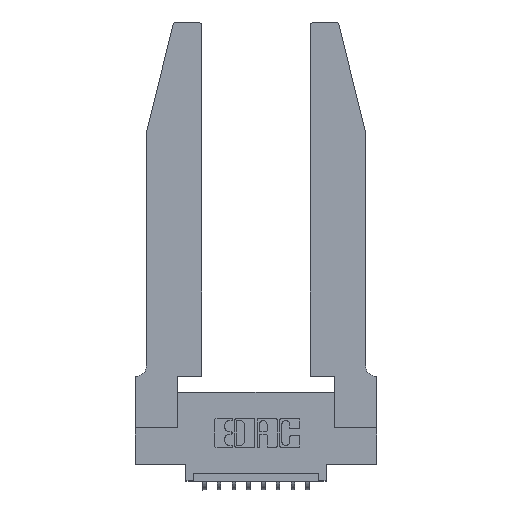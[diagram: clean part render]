
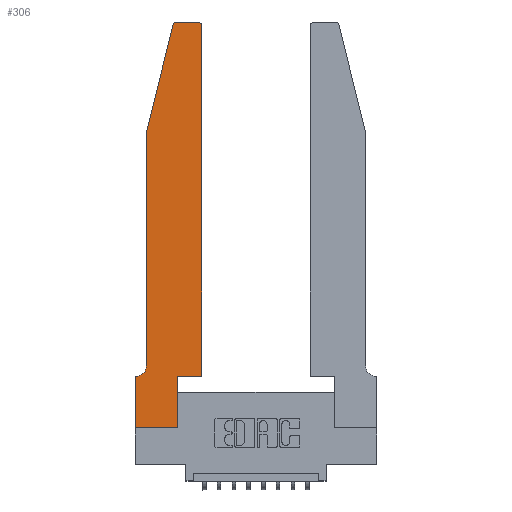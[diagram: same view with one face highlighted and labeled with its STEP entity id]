
A CAD part, top view. The second image highlights one B-rep face of the part: STEP entity #306.
In plain terms, the highlighted planar face has unit normal (0, 0, 1).
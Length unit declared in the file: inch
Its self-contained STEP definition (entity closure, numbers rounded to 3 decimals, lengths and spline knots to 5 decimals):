
#32 = CARTESIAN_POINT ( 'NONE',  ( 0.0755, 2., 0.37 ) ) ;
#54 = CARTESIAN_POINT ( 'NONE',  ( 0., 0.35, 0.37 ) ) ;
#202 = ORIENTED_EDGE ( 'NONE', *, *, #11750, .T. ) ;
#283 = VERTEX_POINT ( 'NONE', #11554 ) ;
#289 = AXIS2_PLACEMENT_3D ( 'NONE', #6760, #15059, #14073 ) ;
#306 = ADVANCED_FACE ( 'NONE', ( #9958 ), #2049, .T. ) ;
#454 = CARTESIAN_POINT ( 'NONE',  ( 0.2865, 0.35, 0.37 ) ) ;
#503 = VECTOR ( 'NONE', #5681, 39.37008 ) ;
#870 = VECTOR ( 'NONE', #4467, 39.37008 ) ;
#891 = CIRCLE ( 'NONE', #12868, 0.03 ) ;
#907 = LINE ( 'NONE', #12964, #11011 ) ;
#1262 = LINE ( 'NONE', #11654, #503 ) ;
#1588 = VECTOR ( 'NONE', #11140, 39.37008 ) ;
#1636 = CARTESIAN_POINT ( 'NONE',  ( 0.4205, 2.75, 0.37 ) ) ;
#1642 = VERTEX_POINT ( 'NONE', #454 ) ;
#1845 = LINE ( 'NONE', #10292, #6159 ) ;
#1982 = LINE ( 'NONE', #7989, #870 ) ;
#2049 = PLANE ( 'NONE',  #289 ) ;
#2181 = EDGE_CURVE ( 'NONE', #7373, #14538, #11251, .T. ) ;
#2189 = LINE ( 'NONE', #12977, #3309 ) ;
#2293 = VERTEX_POINT ( 'NONE', #13908 ) ;
#2361 = AXIS2_PLACEMENT_3D ( 'NONE', #12545, #15232, #5529 ) ;
#2488 = VERTEX_POINT ( 'NONE', #54 ) ;
#2703 = LINE ( 'NONE', #2737, #1588 ) ;
#2736 = DIRECTION ( 'NONE',  ( 0., 0., 1. ) ) ;
#2737 = CARTESIAN_POINT ( 'NONE',  ( 0.2865, 0.35, 0.37 ) ) ;
#3206 = CARTESIAN_POINT ( 'NONE',  ( 0.0055, 0.42, 0.37 ) ) ;
#3309 = VECTOR ( 'NONE', #5659, 39.37008 ) ;
#3578 = EDGE_CURVE ( 'NONE', #14149, #13397, #907, .T. ) ;
#3633 = CIRCLE ( 'NONE', #13068, 0.07 ) ;
#3745 = EDGE_CURVE ( 'NONE', #10764, #283, #1262, .T. ) ;
#3784 = CARTESIAN_POINT ( 'NONE',  ( 0.284, 2.72, 0.37 ) ) ;
#4348 = DIRECTION ( 'NONE',  ( 0., -1., 0. ) ) ;
#4406 = VECTOR ( 'NONE', #10217, 39.37008 ) ;
#4467 = DIRECTION ( 'NONE',  ( -1., 0., 0. ) ) ;
#4743 = EDGE_CURVE ( 'NONE', #12185, #2293, #891, .T. ) ;
#5151 = DIRECTION ( 'NONE',  ( 1., 0., 0. ) ) ;
#5427 = VERTEX_POINT ( 'NONE', #9121 ) ;
#5493 = LINE ( 'NONE', #7203, #7736 ) ;
#5529 = DIRECTION ( 'NONE',  ( 1., 0., 0. ) ) ;
#5659 = DIRECTION ( 'NONE',  ( -0.239, -0.971, 0. ) ) ;
#5663 = ORIENTED_EDGE ( 'NONE', *, *, #12747, .T. ) ;
#5681 = DIRECTION ( 'NONE',  ( 1., 0., 0. ) ) ;
#5699 = DIRECTION ( 'NONE',  ( -1., 0., 0. ) ) ;
#5868 = ORIENTED_EDGE ( 'NONE', *, *, #14678, .T. ) ;
#6098 = ORIENTED_EDGE ( 'NONE', *, *, #4743, .T. ) ;
#6159 = VECTOR ( 'NONE', #9254, 39.37008 ) ;
#6377 = EDGE_CURVE ( 'NONE', #2488, #10764, #5493, .T. ) ;
#6474 = LINE ( 'NONE', #12843, #4406 ) ;
#6760 = CARTESIAN_POINT ( 'NONE',  ( 0., 0.35, 0.37 ) ) ;
#6798 = CARTESIAN_POINT ( 'NONE',  ( 0.4505, 0.35, 0.37 ) ) ;
#6938 = VECTOR ( 'NONE', #4348, 39.37008 ) ;
#6949 = ORIENTED_EDGE ( 'NONE', *, *, #9605, .T. ) ;
#7153 = DIRECTION ( 'NONE',  ( 0., -1., 0. ) ) ;
#7203 = CARTESIAN_POINT ( 'NONE',  ( 0., 0., 0.37 ) ) ;
#7373 = VERTEX_POINT ( 'NONE', #32 ) ;
#7736 = VECTOR ( 'NONE', #7153, 39.37008 ) ;
#7929 = CARTESIAN_POINT ( 'NONE',  ( 0.0755, 2., 0.37 ) ) ;
#7989 = CARTESIAN_POINT ( 'NONE',  ( 0.2605, 2.75, 0.37 ) ) ;
#8014 = ORIENTED_EDGE ( 'NONE', *, *, #3578, .T. ) ;
#9121 = CARTESIAN_POINT ( 'NONE',  ( 0.0055, 0.35, 0.37 ) ) ;
#9183 = CARTESIAN_POINT ( 'NONE',  ( 0.284, 2.75, 0.37 ) ) ;
#9253 = ORIENTED_EDGE ( 'NONE', *, *, #6377, .T. ) ;
#9254 = DIRECTION ( 'NONE',  ( 1., 0., 0. ) ) ;
#9605 = EDGE_CURVE ( 'NONE', #1642, #14149, #1845, .T. ) ;
#9783 = CIRCLE ( 'NONE', #2361, 0.03 ) ;
#9958 = FACE_OUTER_BOUND ( 'NONE', #10117, .T. ) ;
#10117 = EDGE_LOOP ( 'NONE', ( #5868, #6098, #14116, #14632, #13933, #202, #9253, #10343, #10725, #6949, #8014, #5663 ) ) ;
#10217 = DIRECTION ( 'NONE',  ( -1., 0., 0. ) ) ;
#10292 = CARTESIAN_POINT ( 'NONE',  ( 0.4505, 0.35, 0.37 ) ) ;
#10343 = ORIENTED_EDGE ( 'NONE', *, *, #3745, .T. ) ;
#10725 = ORIENTED_EDGE ( 'NONE', *, *, #15124, .T. ) ;
#10764 = VERTEX_POINT ( 'NONE', #14243 ) ;
#11011 = VECTOR ( 'NONE', #11841, 39.37008 ) ;
#11140 = DIRECTION ( 'NONE',  ( 0., 1., 0. ) ) ;
#11251 = LINE ( 'NONE', #7929, #6938 ) ;
#11507 = DIRECTION ( 'NONE',  ( 0., 0., -1. ) ) ;
#11554 = CARTESIAN_POINT ( 'NONE',  ( 0.2865, 0., 0.37 ) ) ;
#11654 = CARTESIAN_POINT ( 'NONE',  ( 0., 0., 0.37 ) ) ;
#11750 = EDGE_CURVE ( 'NONE', #5427, #2488, #6474, .T. ) ;
#11752 = CARTESIAN_POINT ( 'NONE',  ( 0.0755, 0.42, 0.37 ) ) ;
#11841 = DIRECTION ( 'NONE',  ( 0., 1., 0. ) ) ;
#12185 = VERTEX_POINT ( 'NONE', #9183 ) ;
#12545 = CARTESIAN_POINT ( 'NONE',  ( 0.4205, 2.72, 0.37 ) ) ;
#12723 = EDGE_CURVE ( 'NONE', #14538, #5427, #3633, .T. ) ;
#12747 = EDGE_CURVE ( 'NONE', #13397, #13162, #9783, .T. ) ;
#12843 = CARTESIAN_POINT ( 'NONE',  ( 0.0755, 0.35, 0.37 ) ) ;
#12868 = AXIS2_PLACEMENT_3D ( 'NONE', #3784, #2736, #5151 ) ;
#12964 = CARTESIAN_POINT ( 'NONE',  ( 0.4505, 0.35, 0.37 ) ) ;
#12977 = CARTESIAN_POINT ( 'NONE',  ( 0.0755, 2., 0.37 ) ) ;
#13068 = AXIS2_PLACEMENT_3D ( 'NONE', #3206, #11507, #5699 ) ;
#13162 = VERTEX_POINT ( 'NONE', #1636 ) ;
#13397 = VERTEX_POINT ( 'NONE', #15404 ) ;
#13908 = CARTESIAN_POINT ( 'NONE',  ( 0.25487, 2.72718, 0.37 ) ) ;
#13933 = ORIENTED_EDGE ( 'NONE', *, *, #12723, .T. ) ;
#14073 = DIRECTION ( 'NONE',  ( 1., 0., 0. ) ) ;
#14116 = ORIENTED_EDGE ( 'NONE', *, *, #14502, .T. ) ;
#14149 = VERTEX_POINT ( 'NONE', #6798 ) ;
#14243 = CARTESIAN_POINT ( 'NONE',  ( 0., 0., 0.37 ) ) ;
#14502 = EDGE_CURVE ( 'NONE', #2293, #7373, #2189, .T. ) ;
#14538 = VERTEX_POINT ( 'NONE', #11752 ) ;
#14632 = ORIENTED_EDGE ( 'NONE', *, *, #2181, .T. ) ;
#14678 = EDGE_CURVE ( 'NONE', #13162, #12185, #1982, .T. ) ;
#15059 = DIRECTION ( 'NONE',  ( 0., 0., 1. ) ) ;
#15124 = EDGE_CURVE ( 'NONE', #283, #1642, #2703, .T. ) ;
#15232 = DIRECTION ( 'NONE',  ( 0., 0., 1. ) ) ;
#15404 = CARTESIAN_POINT ( 'NONE',  ( 0.4505, 2.72, 0.37 ) ) ;
